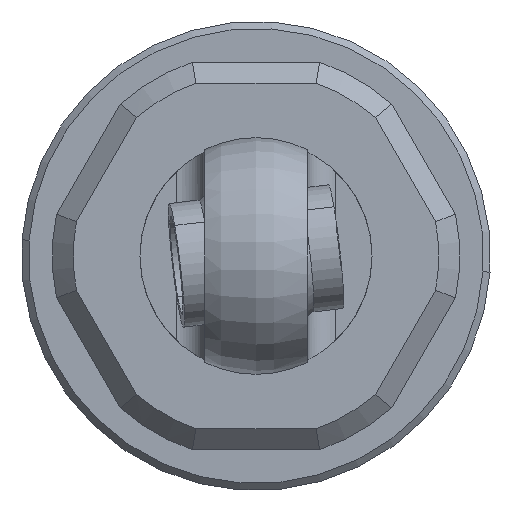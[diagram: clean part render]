
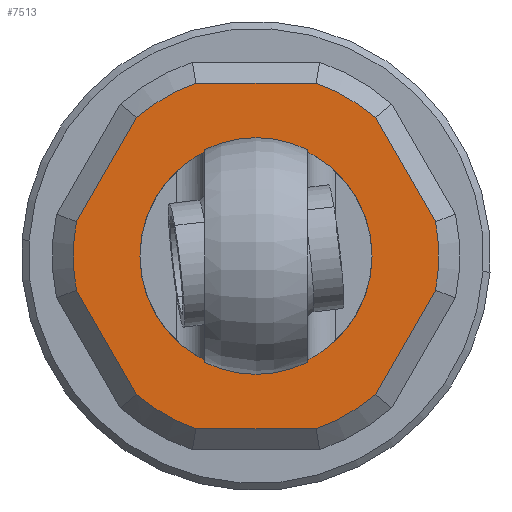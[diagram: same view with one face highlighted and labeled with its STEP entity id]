
A CAD part, front view. The second image highlights one B-rep face of the part: STEP entity #7513.
In plain terms, the highlighted planar face has unit normal (0, -1, 0).
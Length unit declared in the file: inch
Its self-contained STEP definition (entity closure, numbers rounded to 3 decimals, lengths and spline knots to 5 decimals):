
#30 = AXIS2_PLACEMENT_3D ( 'NONE', #13325, #608, #15889 ) ;
#589 = CARTESIAN_POINT ( 'NONE',  ( -0.25613, -1.517, -0.04887 ) ) ;
#608 = DIRECTION ( 'NONE',  ( 0., -1., 0. ) ) ;
#739 = CARTESIAN_POINT ( 'NONE',  ( -0.25859, -1.517, 0.0446 ) ) ;
#811 = EDGE_CURVE ( 'NONE', #12555, #12638, #8435, .T. ) ;
#928 = ORIENTED_EDGE ( 'NONE', *, *, #811, .T. ) ;
#963 = EDGE_CURVE ( 'NONE', #1880, #2850, #7840, .T. ) ;
#1085 = DIRECTION ( 'NONE',  ( -1., 0., 0. ) ) ;
#1314 = ORIENTED_EDGE ( 'NONE', *, *, #10784, .T. ) ;
#1489 = ORIENTED_EDGE ( 'NONE', *, *, #6802, .T. ) ;
#1779 = LINE ( 'NONE', #14147, #11584 ) ;
#1783 = EDGE_CURVE ( 'NONE', #3748, #12555, #5975, .T. ) ;
#1880 = VERTEX_POINT ( 'NONE', #10266 ) ;
#2081 = DIRECTION ( 'NONE',  ( -0.5, 0., 0.866 ) ) ;
#2093 = ORIENTED_EDGE ( 'NONE', *, *, #1783, .T. ) ;
#2231 = EDGE_CURVE ( 'NONE', #10085, #9779, #1779, .T. ) ;
#2297 = DIRECTION ( 'NONE',  ( 1., 0., 0. ) ) ;
#2644 = DIRECTION ( 'NONE',  ( 0., 0., -1. ) ) ;
#2850 = VERTEX_POINT ( 'NONE', #11578 ) ;
#2904 = AXIS2_PLACEMENT_3D ( 'NONE', #8999, #12691, #5087 ) ;
#2957 = CIRCLE ( 'NONE', #11675, 0.26075 ) ;
#3176 = CARTESIAN_POINT ( 'NONE',  ( 0.25613, -1.517, -0.04887 ) ) ;
#3651 = CARTESIAN_POINT ( 'NONE',  ( -0.17039, -1.517, 0.19738 ) ) ;
#3743 = CARTESIAN_POINT ( 'NONE',  ( -0.16792, -1.517, -0.20165 ) ) ;
#3748 = VERTEX_POINT ( 'NONE', #15676 ) ;
#4007 = EDGE_CURVE ( 'NONE', #12638, #6447, #5758, .T. ) ;
#4090 = ORIENTED_EDGE ( 'NONE', *, *, #2231, .T. ) ;
#4213 = VECTOR ( 'NONE', #2081, 39.37008 ) ;
#4215 = ORIENTED_EDGE ( 'NONE', *, *, #5118, .T. ) ;
#4409 = ORIENTED_EDGE ( 'NONE', *, *, #4007, .T. ) ;
#4791 = EDGE_CURVE ( 'NONE', #5138, #7233, #2957, .T. ) ;
#4869 = EDGE_CURVE ( 'NONE', #7233, #7223, #12768, .T. ) ;
#4914 = EDGE_LOOP ( 'NONE', ( #11514, #2093, #928, #4409, #4215, #16250, #5339, #6906, #4090, #1489, #11697, #1314 ) ) ;
#5087 = DIRECTION ( 'NONE',  ( 0., 0., -1. ) ) ;
#5118 = EDGE_CURVE ( 'NONE', #6447, #5138, #5956, .T. ) ;
#5138 = VERTEX_POINT ( 'NONE', #16298 ) ;
#5255 = CARTESIAN_POINT ( 'NONE',  ( -0.08574, -1.517, -0.24625 ) ) ;
#5339 = ORIENTED_EDGE ( 'NONE', *, *, #4869, .T. ) ;
#5686 = AXIS2_PLACEMENT_3D ( 'NONE', #10448, #10551, #9159 ) ;
#5758 = CIRCLE ( 'NONE', #6521, 0.26075 ) ;
#5887 = DIRECTION ( 'NONE',  ( 0., 0., -1. ) ) ;
#5909 = CIRCLE ( 'NONE', #2904, 0.26075 ) ;
#5956 = LINE ( 'NONE', #3743, #15730 ) ;
#5975 = CIRCLE ( 'NONE', #6924, 0.26075 ) ;
#6447 = VERTEX_POINT ( 'NONE', #589 ) ;
#6521 = AXIS2_PLACEMENT_3D ( 'NONE', #10777, #9378, #13323 ) ;
#6658 = VERTEX_POINT ( 'NONE', #14706 ) ;
#6802 = EDGE_CURVE ( 'NONE', #9779, #1880, #12149, .T. ) ;
#6906 = ORIENTED_EDGE ( 'NONE', *, *, #11223, .T. ) ;
#6924 = AXIS2_PLACEMENT_3D ( 'NONE', #9070, #15322, #2644 ) ;
#7223 = VERTEX_POINT ( 'NONE', #14293 ) ;
#7233 = VERTEX_POINT ( 'NONE', #5255 ) ;
#7265 = CARTESIAN_POINT ( 'NONE',  ( 0.08574, -1.517, 0.24625 ) ) ;
#7513 = ADVANCED_FACE ( 'NONE', ( #9969, #8756 ), #8195, .T. ) ;
#7840 = LINE ( 'NONE', #16021, #4213 ) ;
#8195 = PLANE ( 'NONE',  #30 ) ;
#8212 = ORIENTED_EDGE ( 'NONE', *, *, #11088, .F. ) ;
#8348 = DIRECTION ( 'NONE',  ( 0., 0., -1. ) ) ;
#8435 = LINE ( 'NONE', #739, #14229 ) ;
#8538 = EDGE_CURVE ( 'NONE', #12129, #6658, #11744, .T. ) ;
#8661 = ORIENTED_EDGE ( 'NONE', *, *, #8538, .F. ) ;
#8756 = FACE_BOUND ( 'NONE', #11037, .T. ) ;
#8999 = CARTESIAN_POINT ( 'NONE',  ( 0., -1.517, 0. ) ) ;
#9047 = CARTESIAN_POINT ( 'NONE',  ( 0., -1.517, 0. ) ) ;
#9070 = CARTESIAN_POINT ( 'NONE',  ( 0., -1.517, 0. ) ) ;
#9159 = DIRECTION ( 'NONE',  ( 0., 0., -1. ) ) ;
#9341 = AXIS2_PLACEMENT_3D ( 'NONE', #9047, #15559, #15614 ) ;
#9378 = DIRECTION ( 'NONE',  ( 0., -1., 0. ) ) ;
#9779 = VERTEX_POINT ( 'NONE', #3176 ) ;
#9969 = FACE_OUTER_BOUND ( 'NONE', #4914, .T. ) ;
#10029 = DIRECTION ( 'NONE',  ( 0., 0., -1. ) ) ;
#10036 = CARTESIAN_POINT ( 'NONE',  ( 0.17039, -1.517, -0.19738 ) ) ;
#10085 = VERTEX_POINT ( 'NONE', #10036 ) ;
#10266 = CARTESIAN_POINT ( 'NONE',  ( 0.25613, -1.517, 0.04887 ) ) ;
#10448 = CARTESIAN_POINT ( 'NONE',  ( 0., -1.517, 0. ) ) ;
#10551 = DIRECTION ( 'NONE',  ( 0., -1., 0. ) ) ;
#10709 = CIRCLE ( 'NONE', #5686, 0.1655 ) ;
#10777 = CARTESIAN_POINT ( 'NONE',  ( 0., -1.517, 0. ) ) ;
#10784 = EDGE_CURVE ( 'NONE', #2850, #15461, #5909, .T. ) ;
#10812 = AXIS2_PLACEMENT_3D ( 'NONE', #11095, #12384, #5887 ) ;
#11037 = EDGE_LOOP ( 'NONE', ( #8661, #8212 ) ) ;
#11088 = EDGE_CURVE ( 'NONE', #6658, #12129, #10709, .T. ) ;
#11095 = CARTESIAN_POINT ( 'NONE',  ( 0., -1.517, 0. ) ) ;
#11156 = DIRECTION ( 'NONE',  ( 0., -1., 0. ) ) ;
#11223 = EDGE_CURVE ( 'NONE', #7223, #10085, #14697, .T. ) ;
#11259 = CARTESIAN_POINT ( 'NONE',  ( 0., -1.517, 0.1655 ) ) ;
#11514 = ORIENTED_EDGE ( 'NONE', *, *, #13310, .T. ) ;
#11578 = CARTESIAN_POINT ( 'NONE',  ( 0.17039, -1.517, 0.19738 ) ) ;
#11584 = VECTOR ( 'NONE', #12764, 39.37008 ) ;
#11675 = AXIS2_PLACEMENT_3D ( 'NONE', #13791, #12576, #10029 ) ;
#11697 = ORIENTED_EDGE ( 'NONE', *, *, #963, .T. ) ;
#11744 = CIRCLE ( 'NONE', #13172, 0.1655 ) ;
#12129 = VERTEX_POINT ( 'NONE', #11259 ) ;
#12149 = CIRCLE ( 'NONE', #10812, 0.26075 ) ;
#12384 = DIRECTION ( 'NONE',  ( 0., -1., 0. ) ) ;
#12555 = VERTEX_POINT ( 'NONE', #3651 ) ;
#12576 = DIRECTION ( 'NONE',  ( 0., -1., 0. ) ) ;
#12638 = VERTEX_POINT ( 'NONE', #13754 ) ;
#12691 = DIRECTION ( 'NONE',  ( 0., -1., 0. ) ) ;
#12713 = LINE ( 'NONE', #14074, #16075 ) ;
#12764 = DIRECTION ( 'NONE',  ( 0.5, 0., 0.866 ) ) ;
#12768 = LINE ( 'NONE', #15132, #14348 ) ;
#13172 = AXIS2_PLACEMENT_3D ( 'NONE', #13591, #11156, #8348 ) ;
#13310 = EDGE_CURVE ( 'NONE', #15461, #3748, #12713, .T. ) ;
#13323 = DIRECTION ( 'NONE',  ( 0., 0., -1. ) ) ;
#13325 = CARTESIAN_POINT ( 'NONE',  ( 0., -1.517, 0. ) ) ;
#13591 = CARTESIAN_POINT ( 'NONE',  ( 0., -1.517, 0. ) ) ;
#13754 = CARTESIAN_POINT ( 'NONE',  ( -0.25613, -1.517, 0.04887 ) ) ;
#13791 = CARTESIAN_POINT ( 'NONE',  ( 0., -1.517, 0. ) ) ;
#14074 = CARTESIAN_POINT ( 'NONE',  ( -0.09067, -1.517, 0.24625 ) ) ;
#14147 = CARTESIAN_POINT ( 'NONE',  ( 0.25859, -1.517, -0.0446 ) ) ;
#14229 = VECTOR ( 'NONE', #14794, 39.37008 ) ;
#14293 = CARTESIAN_POINT ( 'NONE',  ( 0.08574, -1.517, -0.24625 ) ) ;
#14348 = VECTOR ( 'NONE', #2297, 39.37008 ) ;
#14697 = CIRCLE ( 'NONE', #9341, 0.26075 ) ;
#14706 = CARTESIAN_POINT ( 'NONE',  ( 0., -1.517, -0.1655 ) ) ;
#14794 = DIRECTION ( 'NONE',  ( -0.5, 0., -0.866 ) ) ;
#14958 = DIRECTION ( 'NONE',  ( 0.5, 0., -0.866 ) ) ;
#15132 = CARTESIAN_POINT ( 'NONE',  ( 0.09067, -1.517, -0.24625 ) ) ;
#15322 = DIRECTION ( 'NONE',  ( 0., -1., 0. ) ) ;
#15461 = VERTEX_POINT ( 'NONE', #7265 ) ;
#15559 = DIRECTION ( 'NONE',  ( 0., -1., 0. ) ) ;
#15614 = DIRECTION ( 'NONE',  ( 0., 0., -1. ) ) ;
#15676 = CARTESIAN_POINT ( 'NONE',  ( -0.08574, -1.517, 0.24625 ) ) ;
#15730 = VECTOR ( 'NONE', #14958, 39.37008 ) ;
#15889 = DIRECTION ( 'NONE',  ( 0., 0., -1. ) ) ;
#16021 = CARTESIAN_POINT ( 'NONE',  ( 0.16792, -1.517, 0.20165 ) ) ;
#16075 = VECTOR ( 'NONE', #1085, 39.37008 ) ;
#16250 = ORIENTED_EDGE ( 'NONE', *, *, #4791, .T. ) ;
#16298 = CARTESIAN_POINT ( 'NONE',  ( -0.17039, -1.517, -0.19738 ) ) ;
